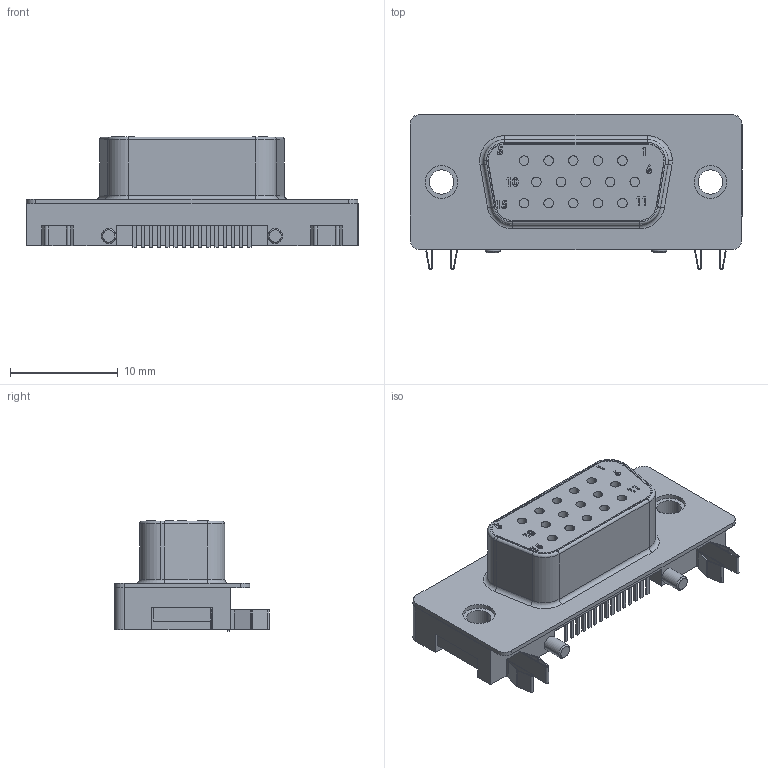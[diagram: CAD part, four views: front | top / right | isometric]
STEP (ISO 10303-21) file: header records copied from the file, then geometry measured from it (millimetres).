
FILE_DESCRIPTION (( 'STEP AP203' ), '1' );
FILE_NAME ('200-015-263.STEP', '2014-02-07T03:39:40', ( '' ), ( '' ), 'SwSTEP 2.0', 'SolidWorks 2012', '' );
FILE_SCHEMA (( 'CONFIG_CONTROL_DESIGN' ));
Length unit declared in the file: inch
Products named in the file (1): 200-015-263
Bounding box: 30.86 x 14.4 x 10.31 mm (x, y, z)
Volume: 1937.7 mm3; surface area: 2472.7 mm2
Topology: 1 solids, 1 shells, 437 faces, 1134 edges, 739 vertices
Faces by surface type: plane 290, cylinder 99, bspline 34, torus 10, cone 4
Entity records: 15182 total; most frequent: CARTESIAN_POINT 4409, ORIENTED_EDGE 2268, DIRECTION 2093, EDGE_CURVE 1134, LINE 847, VECTOR 847, VERTEX_POINT 739, AXIS2_PLACEMENT_3D 623
